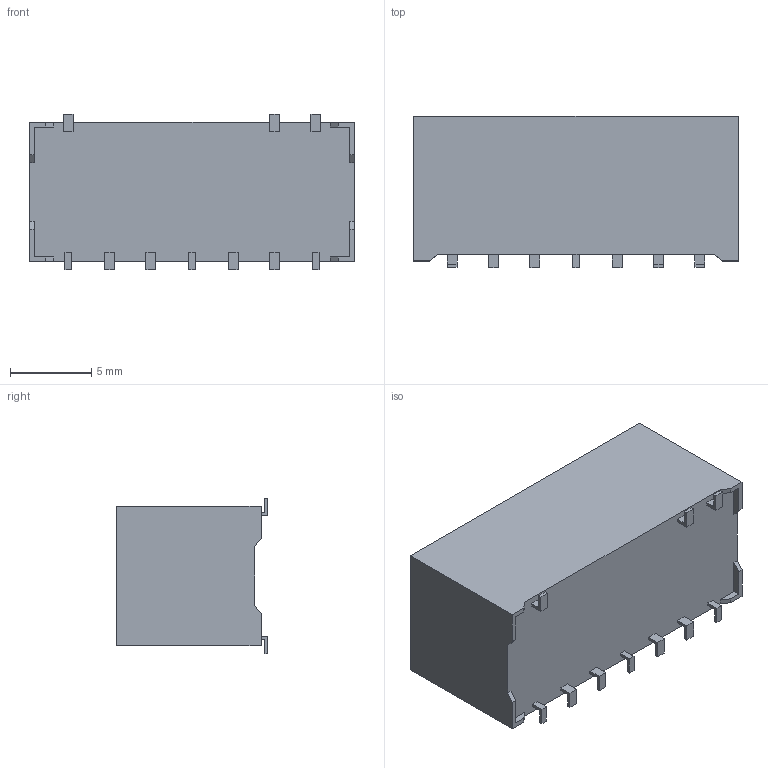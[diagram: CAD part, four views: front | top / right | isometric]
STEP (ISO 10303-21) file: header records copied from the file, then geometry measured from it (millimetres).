
FILE_DESCRIPTION (( 'STEP AP203' ), '1' );
FILE_NAME ('G6ZK_1FE.step', '2013-07-18T12:36:22', ( 'OSMC1.0 TAKUMI' ), ( 'TAKUMI-Engniaring' ), 'SwSTEP 2.0', 'SolidWorks 2002025', '' );
FILE_SCHEMA (( 'CONFIG_CONTROL_DESIGN' ));
Length unit declared in the file: millimetre
Products named in the file (1): G6ZK_1FE
Bounding box: 20 x 9.3 x 9.6 mm (x, y, z)
Volume: 1465.2 mm3; surface area: 865.4 mm2
Topology: 1 solids, 1 shells, 96 faces, 252 edges, 168 vertices
Faces by surface type: plane 96
Entity records: 2973 total; most frequent: CARTESIAN_POINT 517, ORIENTED_EDGE 504, DIRECTION 446, EDGE_CURVE 252, LINE 252, VECTOR 252, VERTEX_POINT 168, EDGE_LOOP 106
